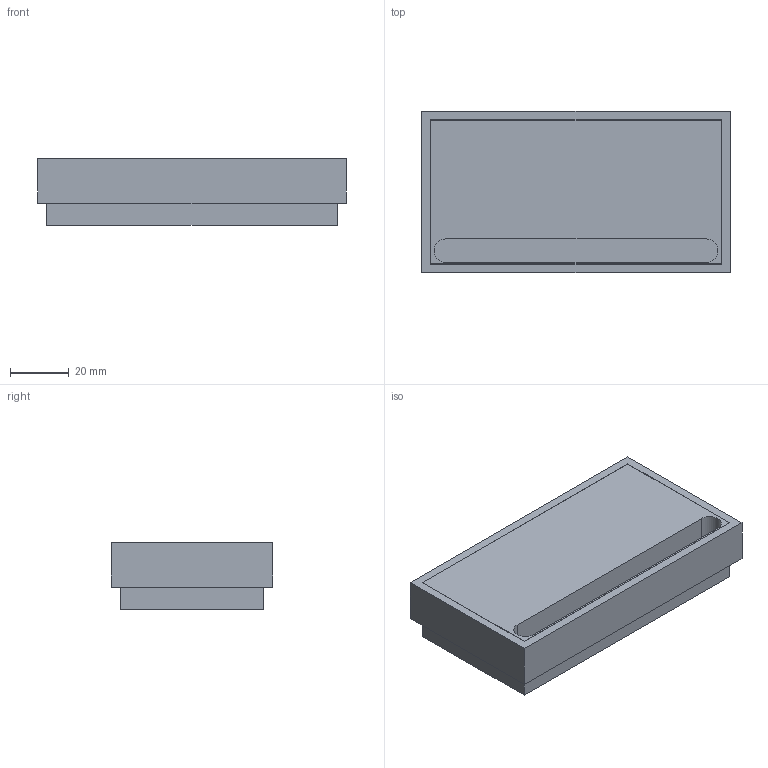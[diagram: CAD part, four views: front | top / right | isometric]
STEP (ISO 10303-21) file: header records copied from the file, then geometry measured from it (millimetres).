
FILE_DESCRIPTION(/* description */ (''),/* implementation_level */ '2;1');
FILE_NAME(/* name */ 'Tweezer-Carrier.step',/* time_stamp */ '2024-07-24T23:30:48+05:30',/* author */ (''),/* organization */ (''),/* preprocessor_version */ 'ST-DEVELOPER v20',/* originating_system */ 'Autodesk Translation Framework v13.14.0.145',/* authorisation */ '');
FILE_SCHEMA (('AUTOMOTIVE_DESIGN { 1 0 10303 214 3 1 1 }'));
Length unit declared in the file: millimetre
Products named in the file (1): Tweezer-Carrier
Bounding box: 105 x 55 x 22.5 mm (x, y, z)
Volume: 116370.5 mm3; surface area: 29008.9 mm2
Topology: 2 solids, 2 shells, 21 faces, 48 edges, 32 vertices
Faces by surface type: plane 19, cylinder 2
Entity records: 622 total; most frequent: CARTESIAN_POINT 102, ORIENTED_EDGE 96, DIRECTION 96, EDGE_CURVE 48, LINE 44, VECTOR 44, VERTEX_POINT 32, AXIS2_PLACEMENT_3D 26
